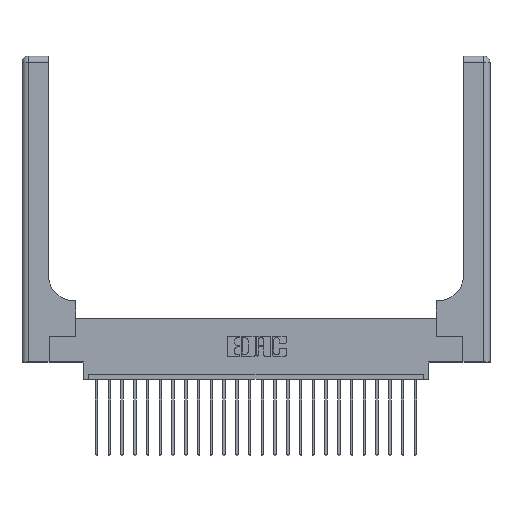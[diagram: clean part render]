
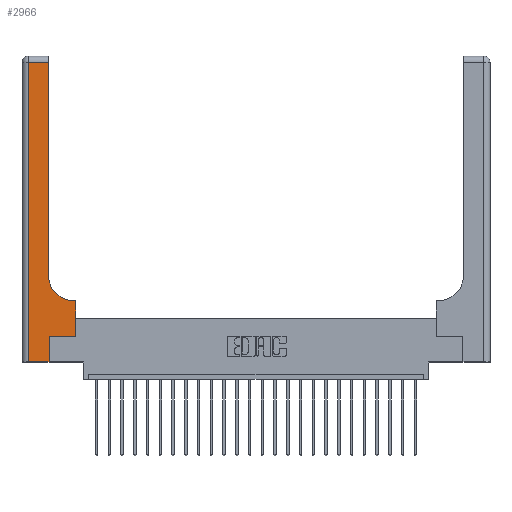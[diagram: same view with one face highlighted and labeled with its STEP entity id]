
A CAD part, top view. The second image highlights one B-rep face of the part: STEP entity #2966.
In plain terms, the highlighted planar face has unit normal (0, 0, 1).
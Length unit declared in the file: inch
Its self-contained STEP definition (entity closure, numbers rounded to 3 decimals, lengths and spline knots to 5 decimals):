
#284 = DIRECTION ( 'NONE',  ( 1., 0., 0. ) ) ;
#600 = DIRECTION ( 'NONE',  ( 0., 0., -1. ) ) ;
#879 = CARTESIAN_POINT ( 'NONE',  ( 0.51, 0.85, 0.37 ) ) ;
#913 = DIRECTION ( 'NONE',  ( 0., 1., 0. ) ) ;
#925 = VERTEX_POINT ( 'NONE', #4045 ) ;
#939 = VERTEX_POINT ( 'NONE', #2569 ) ;
#999 = EDGE_CURVE ( 'NONE', #4630, #8050, #14364, .T. ) ;
#1474 = FACE_OUTER_BOUND ( 'NONE', #16949, .T. ) ;
#1755 = LINE ( 'NONE', #16461, #7440 ) ;
#1948 = DIRECTION ( 'NONE',  ( 1., 0., 0. ) ) ;
#2005 = VERTEX_POINT ( 'NONE', #7801 ) ;
#2155 = LINE ( 'NONE', #16202, #22941 ) ;
#2330 = VECTOR ( 'NONE', #16981, 39.37008 ) ;
#2569 = CARTESIAN_POINT ( 'NONE',  ( 0.06, 0., 0.37 ) ) ;
#2966 = ADVANCED_FACE ( 'NONE', ( #1474 ), #9711, .F. ) ;
#3120 = CARTESIAN_POINT ( 'NONE',  ( 0.26, 0.6, 0.37 ) ) ;
#3209 = ORIENTED_EDGE ( 'NONE', *, *, #999, .T. ) ;
#3572 = LINE ( 'NONE', #13016, #22361 ) ;
#4045 = CARTESIAN_POINT ( 'NONE',  ( 0.06, 2.94, 0.37 ) ) ;
#4066 = VERTEX_POINT ( 'NONE', #14460 ) ;
#4273 = CARTESIAN_POINT ( 'NONE',  ( 0., 2.94, 0.37 ) ) ;
#4630 = VERTEX_POINT ( 'NONE', #10925 ) ;
#4649 = EDGE_CURVE ( 'NONE', #23364, #5345, #1755, .T. ) ;
#5345 = VERTEX_POINT ( 'NONE', #14576 ) ;
#5351 = VECTOR ( 'NONE', #21146, 39.37008 ) ;
#5394 = DIRECTION ( 'NONE',  ( 0., 1., 0. ) ) ;
#5481 = EDGE_CURVE ( 'NONE', #22923, #4630, #9622, .T. ) ;
#5897 = EDGE_CURVE ( 'NONE', #925, #939, #2155, .T. ) ;
#6173 = EDGE_CURVE ( 'NONE', #2005, #23364, #9996, .T. ) ;
#7052 = AXIS2_PLACEMENT_3D ( 'NONE', #879, #17386, #19040 ) ;
#7440 = VECTOR ( 'NONE', #16357, 39.37008 ) ;
#7694 = VECTOR ( 'NONE', #1948, 39.37008 ) ;
#7801 = CARTESIAN_POINT ( 'NONE',  ( 0.265, 0.25, 0.37 ) ) ;
#8050 = VERTEX_POINT ( 'NONE', #8574 ) ;
#8574 = CARTESIAN_POINT ( 'NONE',  ( 0.26, 2.94, 0.37 ) ) ;
#9622 = CIRCLE ( 'NONE', #7052, 0.25 ) ;
#9711 = PLANE ( 'NONE',  #15888 ) ;
#9996 = LINE ( 'NONE', #18375, #7694 ) ;
#10156 = LINE ( 'NONE', #3120, #5351 ) ;
#10925 = CARTESIAN_POINT ( 'NONE',  ( 0.26, 0.85, 0.37 ) ) ;
#11521 = CARTESIAN_POINT ( 'NONE',  ( 0., 3., 0.37 ) ) ;
#11675 = DIRECTION ( 'NONE',  ( -1., 0., 0. ) ) ;
#11677 = CARTESIAN_POINT ( 'NONE',  ( 0.26, 3., 0.37 ) ) ;
#12096 = EDGE_CURVE ( 'NONE', #5345, #22923, #10156, .T. ) ;
#13016 = CARTESIAN_POINT ( 'NONE',  ( 0., 0., 0.37 ) ) ;
#14174 = EDGE_CURVE ( 'NONE', #939, #4066, #3572, .T. ) ;
#14364 = LINE ( 'NONE', #11677, #17261 ) ;
#14460 = CARTESIAN_POINT ( 'NONE',  ( 0.265, 0., 0.37 ) ) ;
#14576 = CARTESIAN_POINT ( 'NONE',  ( 0.528, 0.6, 0.37 ) ) ;
#15085 = ORIENTED_EDGE ( 'NONE', *, *, #19706, .T. ) ;
#15651 = VECTOR ( 'NONE', #5394, 39.37008 ) ;
#15888 = AXIS2_PLACEMENT_3D ( 'NONE', #11521, #600, #11675 ) ;
#16066 = ORIENTED_EDGE ( 'NONE', *, *, #4649, .T. ) ;
#16165 = ORIENTED_EDGE ( 'NONE', *, *, #19080, .T. ) ;
#16202 = CARTESIAN_POINT ( 'NONE',  ( 0.06, 3., 0.37 ) ) ;
#16357 = DIRECTION ( 'NONE',  ( 0., 1., 0. ) ) ;
#16421 = CARTESIAN_POINT ( 'NONE',  ( 0.265, 0., 0.37 ) ) ;
#16461 = CARTESIAN_POINT ( 'NONE',  ( 0.528, 0.25, 0.37 ) ) ;
#16569 = CARTESIAN_POINT ( 'NONE',  ( 0.528, 0.25, 0.37 ) ) ;
#16910 = CARTESIAN_POINT ( 'NONE',  ( 0.51, 0.6, 0.37 ) ) ;
#16949 = EDGE_LOOP ( 'NONE', ( #3209, #16165, #17662, #21150, #15085, #19032, #16066, #19964, #23398 ) ) ;
#16981 = DIRECTION ( 'NONE',  ( -1., 0., 0. ) ) ;
#17261 = VECTOR ( 'NONE', #913, 39.37008 ) ;
#17386 = DIRECTION ( 'NONE',  ( 0., 0., -1. ) ) ;
#17662 = ORIENTED_EDGE ( 'NONE', *, *, #5897, .T. ) ;
#18013 = DIRECTION ( 'NONE',  ( 0., -1., 0. ) ) ;
#18375 = CARTESIAN_POINT ( 'NONE',  ( 0.265, 0.25, 0.37 ) ) ;
#18503 = LINE ( 'NONE', #16421, #15651 ) ;
#19032 = ORIENTED_EDGE ( 'NONE', *, *, #6173, .T. ) ;
#19040 = DIRECTION ( 'NONE',  ( 1., 0., 0. ) ) ;
#19080 = EDGE_CURVE ( 'NONE', #8050, #925, #22244, .T. ) ;
#19706 = EDGE_CURVE ( 'NONE', #4066, #2005, #18503, .T. ) ;
#19964 = ORIENTED_EDGE ( 'NONE', *, *, #12096, .T. ) ;
#21146 = DIRECTION ( 'NONE',  ( -1., 0., 0. ) ) ;
#21150 = ORIENTED_EDGE ( 'NONE', *, *, #14174, .T. ) ;
#22244 = LINE ( 'NONE', #4273, #2330 ) ;
#22361 = VECTOR ( 'NONE', #284, 39.37008 ) ;
#22923 = VERTEX_POINT ( 'NONE', #16910 ) ;
#22941 = VECTOR ( 'NONE', #18013, 39.37008 ) ;
#23364 = VERTEX_POINT ( 'NONE', #16569 ) ;
#23398 = ORIENTED_EDGE ( 'NONE', *, *, #5481, .T. ) ;
